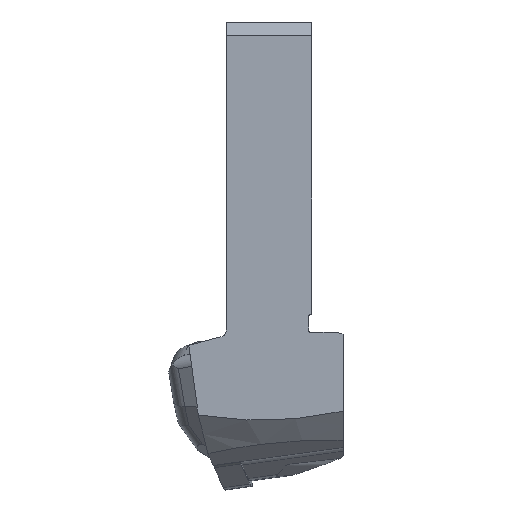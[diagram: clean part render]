
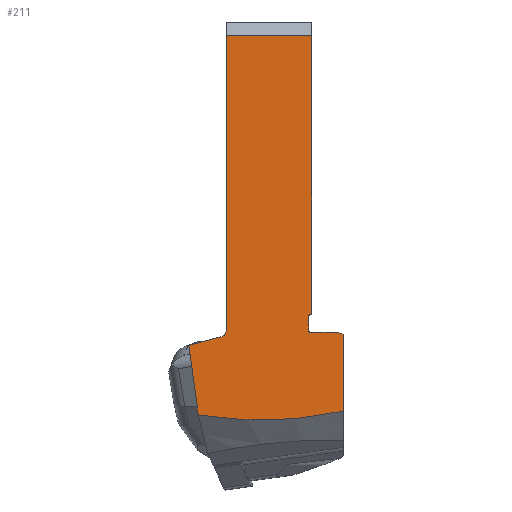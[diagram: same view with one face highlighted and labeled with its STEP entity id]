
A CAD part, left-side view. The second image highlights one B-rep face of the part: STEP entity #211.
In plain terms, the highlighted planar face has unit normal (-1, 0, 0).
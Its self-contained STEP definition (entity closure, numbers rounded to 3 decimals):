
#104=ELLIPSE('',#2138,203.358,130.);
#211=ADVANCED_FACE('CU_LEFT_SU1',(#378),#300,.F.);
#300=PLANE('',#2142);
#378=FACE_OUTER_BOUND('',#480,.T.);
#480=EDGE_LOOP('',(#760,#761,#762,#763,#764,#765,#766,#767,#768,#769,#770,
#771,#772,#773));
#579=CIRCLE('',#2139,0.5);
#580=CIRCLE('',#2140,0.5);
#581=CIRCLE('',#2141,1.6);
#760=ORIENTED_EDGE('',*,*,#1450,.F.);
#761=ORIENTED_EDGE('',*,*,#1451,.T.);
#762=ORIENTED_EDGE('',*,*,#1452,.F.);
#763=ORIENTED_EDGE('',*,*,#1453,.F.);
#764=ORIENTED_EDGE('',*,*,#1454,.T.);
#765=ORIENTED_EDGE('',*,*,#1455,.F.);
#766=ORIENTED_EDGE('',*,*,#1456,.T.);
#767=ORIENTED_EDGE('',*,*,#1457,.F.);
#768=ORIENTED_EDGE('',*,*,#1458,.F.);
#769=ORIENTED_EDGE('',*,*,#1459,.F.);
#770=ORIENTED_EDGE('',*,*,#1460,.F.);
#771=ORIENTED_EDGE('',*,*,#1461,.F.);
#772=ORIENTED_EDGE('',*,*,#1462,.F.);
#773=ORIENTED_EDGE('',*,*,#1400,.T.);
#1200=VERTEX_POINT('',#3000);
#1201=VERTEX_POINT('',#3002);
#1240=VERTEX_POINT('',#3151);
#1241=VERTEX_POINT('',#3153);
#1242=VERTEX_POINT('',#3155);
#1243=VERTEX_POINT('',#3157);
#1244=VERTEX_POINT('',#3159);
#1245=VERTEX_POINT('',#3161);
#1246=VERTEX_POINT('',#3163);
#1247=VERTEX_POINT('',#3165);
#1248=VERTEX_POINT('',#3167);
#1249=VERTEX_POINT('',#3169);
#1250=VERTEX_POINT('',#3171);
#1251=VERTEX_POINT('',#3173);
#1400=EDGE_CURVE('',#1201,#1200,#1661,.T.);
#1450=EDGE_CURVE('',#1240,#1200,#104,.T.);
#1451=EDGE_CURVE('',#1240,#1241,#1694,.T.);
#1452=EDGE_CURVE('',#1242,#1241,#1695,.T.);
#1453=EDGE_CURVE('',#1243,#1242,#1696,.T.);
#1454=EDGE_CURVE('',#1243,#1244,#579,.T.);
#1455=EDGE_CURVE('',#1245,#1244,#1697,.T.);
#1456=EDGE_CURVE('',#1245,#1246,#580,.T.);
#1457=EDGE_CURVE('',#1247,#1246,#1698,.T.);
#1458=EDGE_CURVE('',#1248,#1247,#1699,.T.);
#1459=EDGE_CURVE('',#1249,#1248,#1700,.T.);
#1460=EDGE_CURVE('',#1250,#1249,#1701,.T.);
#1461=EDGE_CURVE('',#1251,#1250,#581,.T.);
#1462=EDGE_CURVE('',#1201,#1251,#1702,.T.);
#1661=LINE('',#3001,#1852);
#1694=LINE('',#3152,#1885);
#1695=LINE('',#3154,#1886);
#1696=LINE('',#3156,#1887);
#1697=LINE('',#3160,#1888);
#1698=LINE('',#3164,#1889);
#1699=LINE('',#3166,#1890);
#1700=LINE('',#3168,#1891);
#1701=LINE('',#3170,#1892);
#1702=LINE('',#3174,#1893);
#1852=VECTOR('',#2381,1.);
#1885=VECTOR('',#2472,1.);
#1886=VECTOR('',#2473,1.);
#1887=VECTOR('',#2474,1.);
#1888=VECTOR('',#2477,1.);
#1889=VECTOR('',#2480,1.);
#1890=VECTOR('',#2481,1.);
#1891=VECTOR('',#2482,1.);
#1892=VECTOR('',#2483,1.);
#1893=VECTOR('',#2486,1.);
#2138=AXIS2_PLACEMENT_3D('',#3150,#2470,#2471);
#2139=AXIS2_PLACEMENT_3D('',#3158,#2475,#2476);
#2140=AXIS2_PLACEMENT_3D('',#3162,#2478,#2479);
#2141=AXIS2_PLACEMENT_3D('',#3172,#2484,#2485);
#2142=AXIS2_PLACEMENT_3D('',#3175,#2487,#2488);
#2381=DIRECTION('',(0.,-0.136,-0.991));
#2470=DIRECTION('',(1.,0.,0.));
#2471=DIRECTION('',(0.,0.087,0.996));
#2472=DIRECTION('',(0.,0.,1.));
#2473=DIRECTION('',(0.,-0.966,-0.259));
#2474=DIRECTION('',(0.,-1.,0.));
#2475=DIRECTION('',(1.,0.,0.));
#2476=DIRECTION('',(0.,0.,1.));
#2477=DIRECTION('',(0.,0.,-1.));
#2478=DIRECTION('',(1.,0.,0.));
#2479=DIRECTION('',(0.,0.,1.));
#2480=DIRECTION('',(0.,1.,0.));
#2481=DIRECTION('',(0.,0.,-1.));
#2482=DIRECTION('',(0.,-1.,0.));
#2483=DIRECTION('',(0.,0.,1.));
#2484=DIRECTION('',(-1.,0.,0.));
#2485=DIRECTION('',(0.,0.,1.));
#2486=DIRECTION('',(0.,-0.966,0.259));
#2487=DIRECTION('',(1.,0.,0.));
#2488=DIRECTION('',(0.,0.,1.));
#3000=CARTESIAN_POINT('',(0.,25.181,-87.389));
#3001=CARTESIAN_POINT('',(0.,20.426,-121.979));
#3002=CARTESIAN_POINT('',(0.,27.308,-71.909));
#3150=CARTESIAN_POINT('',(0.,21.704,114.351));
#3151=CARTESIAN_POINT('',(0.,-7.,-86.533));
#3152=CARTESIAN_POINT('',(0.,-7.,-104.052));
#3153=CARTESIAN_POINT('',(0.,-7.,-69.409));
#3154=CARTESIAN_POINT('',(0.,-111.761,-97.48));
#3155=CARTESIAN_POINT('',(0.,-5.473,-69.));
#3156=CARTESIAN_POINT('',(0.,-110.,-69.));
#3157=CARTESIAN_POINT('',(0.,0.2,-69.));
#3158=CARTESIAN_POINT('',(0.,0.2,-68.5));
#3159=CARTESIAN_POINT('',(0.,0.7,-68.5));
#3160=CARTESIAN_POINT('',(0.,0.7,-104.052));
#3161=CARTESIAN_POINT('',(0.,0.7,-65.5));
#3162=CARTESIAN_POINT('',(0.,0.2,-65.5));
#3163=CARTESIAN_POINT('',(0.,0.2,-65.));
#3164=CARTESIAN_POINT('',(0.,-110.,-65.));
#3165=CARTESIAN_POINT('',(0.,0.,-65.));
#3166=CARTESIAN_POINT('',(0.,0.,-68.9));
#3167=CARTESIAN_POINT('',(0.,0.,-3.));
#3168=CARTESIAN_POINT('',(0.,0.,-3.));
#3169=CARTESIAN_POINT('',(0.,18.975,-3.));
#3170=CARTESIAN_POINT('',(0.,18.975,0.));
#3171=CARTESIAN_POINT('',(0.,18.975,-68.449));
#3172=CARTESIAN_POINT('',(0.,20.575,-68.449));
#3173=CARTESIAN_POINT('',(0.,20.161,-69.994));
#3174=CARTESIAN_POINT('',(0.,18.975,-69.676));
#3175=CARTESIAN_POINT('',(0.,-110.,-104.052));
